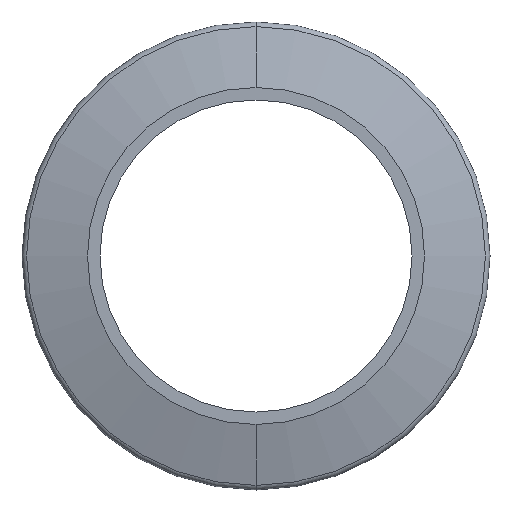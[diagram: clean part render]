
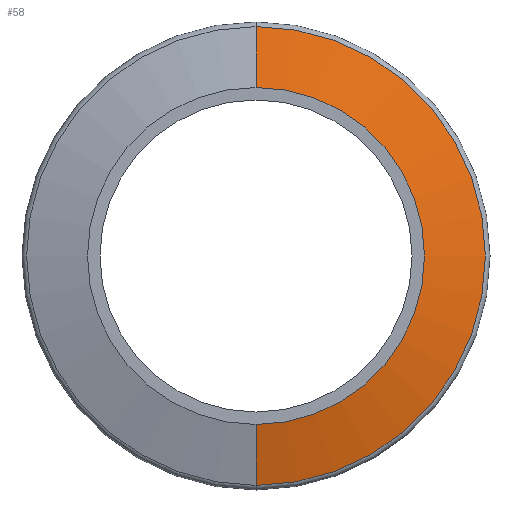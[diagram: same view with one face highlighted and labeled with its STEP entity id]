
A CAD part, front view. The second image highlights one B-rep face of the part: STEP entity #58.
In plain terms, the highlighted conical face has half-angle 75 degrees and reference radius 36.759 mm.
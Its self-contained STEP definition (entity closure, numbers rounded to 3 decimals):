
#13 = ORIENTED_EDGE ( 'NONE', *, *, #104, .T. ) ;
#23 = EDGE_CURVE ( 'NONE', #36, #37, #207, .T. ) ;
#36 = VERTEX_POINT ( 'NONE', #335 ) ;
#37 = VERTEX_POINT ( 'NONE', #56 ) ;
#39 = DIRECTION ( 'NONE',  ( 0., 0.259, -0.966 ) ) ;
#56 = CARTESIAN_POINT ( 'NONE',  ( 0., 16.801, 36.759 ) ) ;
#58 = ADVANCED_FACE ( 'NONE', ( #76 ), #545, .T. ) ;
#69 = CARTESIAN_POINT ( 'NONE',  ( 0., 16.801, -36.759 ) ) ;
#76 = FACE_OUTER_BOUND ( 'NONE', #143, .T. ) ;
#103 = CARTESIAN_POINT ( 'NONE',  ( 0., 16.801, 36.759 ) ) ;
#104 = EDGE_CURVE ( 'NONE', #36, #383, #313, .T. ) ;
#143 = EDGE_LOOP ( 'NONE', ( #13, #431, #245, #403 ) ) ;
#148 = LINE ( 'NONE', #425, #161 ) ;
#161 = VECTOR ( 'NONE', #39, 1000. ) ;
#164 = DIRECTION ( 'NONE',  ( 0., 1., 0. ) ) ;
#171 = DIRECTION ( 'NONE',  ( 0., 0.259, 0.966 ) ) ;
#182 = DIRECTION ( 'NONE',  ( 0., 0., 1. ) ) ;
#192 = VECTOR ( 'NONE', #171, 1000. ) ;
#199 = CARTESIAN_POINT ( 'NONE',  ( 0., 14.187, 0. ) ) ;
#206 = DIRECTION ( 'NONE',  ( 0., 0., 1. ) ) ;
#207 = LINE ( 'NONE', #103, #192 ) ;
#223 = CARTESIAN_POINT ( 'NONE',  ( 0., 14.187, -27. ) ) ;
#224 = CIRCLE ( 'NONE', #472, 36.759 ) ;
#245 = ORIENTED_EDGE ( 'NONE', *, *, #518, .F. ) ;
#253 = AXIS2_PLACEMENT_3D ( 'NONE', #199, #447, #206 ) ;
#296 = AXIS2_PLACEMENT_3D ( 'NONE', #529, #164, #182 ) ;
#299 = DIRECTION ( 'NONE',  ( 0., 1., 0. ) ) ;
#313 = CIRCLE ( 'NONE', #253, 27. ) ;
#335 = CARTESIAN_POINT ( 'NONE',  ( 0., 14.187, 27. ) ) ;
#366 = VERTEX_POINT ( 'NONE', #69 ) ;
#383 = VERTEX_POINT ( 'NONE', #223 ) ;
#403 = ORIENTED_EDGE ( 'NONE', *, *, #23, .F. ) ;
#410 = DIRECTION ( 'NONE',  ( 0., 0., 1. ) ) ;
#425 = CARTESIAN_POINT ( 'NONE',  ( 0., 16.801, -36.759 ) ) ;
#431 = ORIENTED_EDGE ( 'NONE', *, *, #498, .T. ) ;
#447 = DIRECTION ( 'NONE',  ( 0., 1., 0. ) ) ;
#472 = AXIS2_PLACEMENT_3D ( 'NONE', #497, #299, #410 ) ;
#497 = CARTESIAN_POINT ( 'NONE',  ( 0., 16.801, 0. ) ) ;
#498 = EDGE_CURVE ( 'NONE', #383, #366, #148, .T. ) ;
#518 = EDGE_CURVE ( 'NONE', #37, #366, #224, .T. ) ;
#529 = CARTESIAN_POINT ( 'NONE',  ( 0., 16.801, 0. ) ) ;
#545 = CONICAL_SURFACE ( 'NONE', #296, 36.759, 1.309 ) ;
